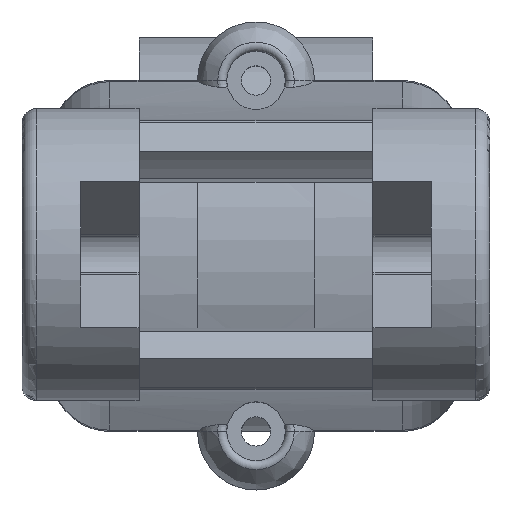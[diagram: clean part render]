
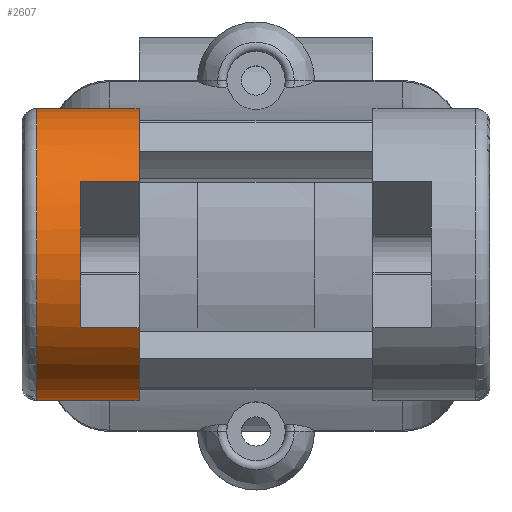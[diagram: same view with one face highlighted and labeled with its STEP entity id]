
A CAD part, top view. The second image highlights one B-rep face of the part: STEP entity #2607.
In plain terms, the highlighted cylindrical face has radius 5 mm (diameter 10 mm), a partial arc.
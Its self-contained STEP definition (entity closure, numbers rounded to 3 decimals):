
#129=B_SPLINE_CURVE_WITH_KNOTS('',3,(#4881,#4882,#4883,#4884,#4885,#4886),
 .UNSPECIFIED.,.F.,.F.,(4,2,4),(0.,0.034,0.087),
 .UNSPECIFIED.);
#132=B_SPLINE_CURVE_WITH_KNOTS('',3,(#4923,#4924,#4925,#4926,#4927,#4928,
#4929),.UNSPECIFIED.,.F.,.F.,(4,3,4),(-0.011,0.,0.003),
 .UNSPECIFIED.);
#143=B_SPLINE_CURVE_WITH_KNOTS('',3,(#5097,#5098,#5099,#5100,#5101,#5102),
 .UNSPECIFIED.,.F.,.F.,(4,2,4),(0.006,0.054,
0.085),.UNSPECIFIED.);
#149=B_SPLINE_CURVE_WITH_KNOTS('',3,(#5195,#5196,#5197,#5198,#5199,#5200,
#5201),.UNSPECIFIED.,.F.,.F.,(4,3,4),(-0.101,-0.099,
-0.088),.UNSPECIFIED.);
#227=LINE('',#4898,#349);
#234=LINE('',#5218,#356);
#235=LINE('',#5233,#357);
#236=LINE('',#5237,#358);
#349=VECTOR('',#3272,10.);
#356=VECTOR('',#3307,10.);
#357=VECTOR('',#3328,10.);
#358=VECTOR('',#3331,10.);
#451=CYLINDRICAL_SURFACE('',#2839,5.);
#569=FACE_OUTER_BOUND('',#730,.T.);
#730=EDGE_LOOP('',(#1994,#1995,#1996,#1997,#1998,#1999,#2000,#2001,#2002,
#2003,#2004,#2005));
#905=CIRCLE('',#2838,5.);
#906=CIRCLE('',#2840,5.);
#907=CIRCLE('',#2841,5.);
#908=CIRCLE('',#2842,5.);
#1114=VERTEX_POINT('',#4873);
#1115=VERTEX_POINT('',#4880);
#1116=VERTEX_POINT('',#4897);
#1118=VERTEX_POINT('',#4922);
#1132=VERTEX_POINT('',#5079);
#1134=VERTEX_POINT('',#5092);
#1139=VERTEX_POINT('',#5194);
#1143=VERTEX_POINT('',#5216);
#1146=VERTEX_POINT('',#5230);
#1147=VERTEX_POINT('',#5232);
#1148=VERTEX_POINT('',#5234);
#1149=VERTEX_POINT('',#5236);
#1420=EDGE_CURVE('',#1115,#1114,#129,.T.);
#1423=EDGE_CURVE('',#1116,#1115,#227,.T.);
#1426=EDGE_CURVE('',#1114,#1118,#132,.T.);
#1448=EDGE_CURVE('',#1134,#1132,#143,.F.);
#1455=EDGE_CURVE('',#1139,#1132,#149,.T.);
#1461=EDGE_CURVE('',#1143,#1134,#234,.T.);
#1467=EDGE_CURVE('',#1139,#1118,#905,.T.);
#1468=EDGE_CURVE('',#1143,#1146,#906,.T.);
#1469=EDGE_CURVE('',#1146,#1147,#235,.T.);
#1470=EDGE_CURVE('',#1147,#1148,#907,.T.);
#1471=EDGE_CURVE('',#1148,#1149,#236,.T.);
#1472=EDGE_CURVE('',#1149,#1116,#908,.T.);
#1994=ORIENTED_EDGE('',*,*,#1423,.T.);
#1995=ORIENTED_EDGE('',*,*,#1420,.T.);
#1996=ORIENTED_EDGE('',*,*,#1426,.T.);
#1997=ORIENTED_EDGE('',*,*,#1467,.F.);
#1998=ORIENTED_EDGE('',*,*,#1455,.T.);
#1999=ORIENTED_EDGE('',*,*,#1448,.F.);
#2000=ORIENTED_EDGE('',*,*,#1461,.F.);
#2001=ORIENTED_EDGE('',*,*,#1468,.T.);
#2002=ORIENTED_EDGE('',*,*,#1469,.T.);
#2003=ORIENTED_EDGE('',*,*,#1470,.T.);
#2004=ORIENTED_EDGE('',*,*,#1471,.T.);
#2005=ORIENTED_EDGE('',*,*,#1472,.T.);
#2607=ADVANCED_FACE('',(#569),#451,.T.);
#2838=AXIS2_PLACEMENT_3D('',#5228,#3322,#3323);
#2839=AXIS2_PLACEMENT_3D('',#5229,#3324,#3325);
#2840=AXIS2_PLACEMENT_3D('',#5231,#3326,#3327);
#2841=AXIS2_PLACEMENT_3D('',#5235,#3329,#3330);
#2842=AXIS2_PLACEMENT_3D('',#5238,#3332,#3333);
#3272=DIRECTION('',(-1.,0.,0.));
#3307=DIRECTION('',(-1.,0.,0.));
#3322=DIRECTION('center_axis',(-1.,0.,0.));
#3323=DIRECTION('ref_axis',(0.,1.,0.));
#3324=DIRECTION('center_axis',(1.,0.,0.));
#3325=DIRECTION('ref_axis',(0.,0.,1.));
#3326=DIRECTION('center_axis',(-1.,0.,0.));
#3327=DIRECTION('ref_axis',(0.,1.,0.));
#3328=DIRECTION('',(-1.,0.,0.));
#3329=DIRECTION('center_axis',(-1.,0.,0.));
#3330=DIRECTION('ref_axis',(0.,1.,0.));
#3331=DIRECTION('',(1.,0.,0.));
#3332=DIRECTION('center_axis',(-1.,0.,0.));
#3333=DIRECTION('ref_axis',(0.,1.,0.));
#4873=CARTESIAN_POINT('',(-7.512,3.367,29.804));
#4880=CARTESIAN_POINT('',(-6.781,3.536,29.964));
#4881=CARTESIAN_POINT('Ctrl Pts',(-6.781,3.536,29.964));
#4882=CARTESIAN_POINT('Ctrl Pts',(-6.896,3.536,29.964));
#4883=CARTESIAN_POINT('Ctrl Pts',(-7.008,3.516,29.945));
#4884=CARTESIAN_POINT('Ctrl Pts',(-7.235,3.464,29.894));
#4885=CARTESIAN_POINT('Ctrl Pts',(-7.371,3.418,29.85));
#4886=CARTESIAN_POINT('Ctrl Pts',(-7.512,3.367,29.804));
#4897=CARTESIAN_POINT('',(-4.,3.536,29.964));
#4898=CARTESIAN_POINT('',(0.,3.536,29.964));
#4922=CARTESIAN_POINT('',(-7.5,3.465,29.895));
#4923=CARTESIAN_POINT('Ctrl Pts',(-7.512,3.367,29.804));
#4924=CARTESIAN_POINT('Ctrl Pts',(-7.509,3.394,29.828));
#4925=CARTESIAN_POINT('Ctrl Pts',(-7.506,3.42,29.853));
#4926=CARTESIAN_POINT('Ctrl Pts',(-7.502,3.446,29.878));
#4927=CARTESIAN_POINT('Ctrl Pts',(-7.502,3.453,29.883));
#4928=CARTESIAN_POINT('Ctrl Pts',(-7.501,3.459,29.889));
#4929=CARTESIAN_POINT('Ctrl Pts',(-7.5,3.465,29.895));
#5079=CARTESIAN_POINT('',(-7.512,-3.367,29.804));
#5092=CARTESIAN_POINT('',(-6.781,-3.536,29.964));
#5097=CARTESIAN_POINT('Ctrl Pts',(-7.512,-3.367,29.804));
#5098=CARTESIAN_POINT('Ctrl Pts',(-7.371,-3.418,29.85));
#5099=CARTESIAN_POINT('Ctrl Pts',(-7.235,-3.464,29.894));
#5100=CARTESIAN_POINT('Ctrl Pts',(-7.008,-3.516,29.945));
#5101=CARTESIAN_POINT('Ctrl Pts',(-6.896,-3.536,29.964));
#5102=CARTESIAN_POINT('Ctrl Pts',(-6.781,-3.536,29.964));
#5194=CARTESIAN_POINT('',(-7.5,-3.465,29.895));
#5195=CARTESIAN_POINT('Ctrl Pts',(-7.5,-3.465,29.895));
#5196=CARTESIAN_POINT('Ctrl Pts',(-7.501,-3.459,29.889));
#5197=CARTESIAN_POINT('Ctrl Pts',(-7.502,-3.453,29.883));
#5198=CARTESIAN_POINT('Ctrl Pts',(-7.502,-3.446,29.878));
#5199=CARTESIAN_POINT('Ctrl Pts',(-7.506,-3.42,29.853));
#5200=CARTESIAN_POINT('Ctrl Pts',(-7.509,-3.394,29.828));
#5201=CARTESIAN_POINT('Ctrl Pts',(-7.512,-3.367,29.804));
#5216=CARTESIAN_POINT('',(-4.,-3.536,29.964));
#5218=CARTESIAN_POINT('',(0.,-3.536,29.964));
#5228=CARTESIAN_POINT('Origin',(-7.5,0.,33.5));
#5229=CARTESIAN_POINT('Origin',(0.,0.,33.5));
#5230=CARTESIAN_POINT('',(-4.,-2.5,37.83));
#5231=CARTESIAN_POINT('Origin',(-4.,0.,33.5));
#5232=CARTESIAN_POINT('',(-6.,-2.5,37.83));
#5233=CARTESIAN_POINT('',(0.,-2.5,37.83));
#5234=CARTESIAN_POINT('',(-6.,2.5,37.83));
#5235=CARTESIAN_POINT('Origin',(-6.,0.,33.5));
#5236=CARTESIAN_POINT('',(-4.,2.5,37.83));
#5237=CARTESIAN_POINT('',(0.,2.5,37.83));
#5238=CARTESIAN_POINT('Origin',(-4.,0.,33.5));
